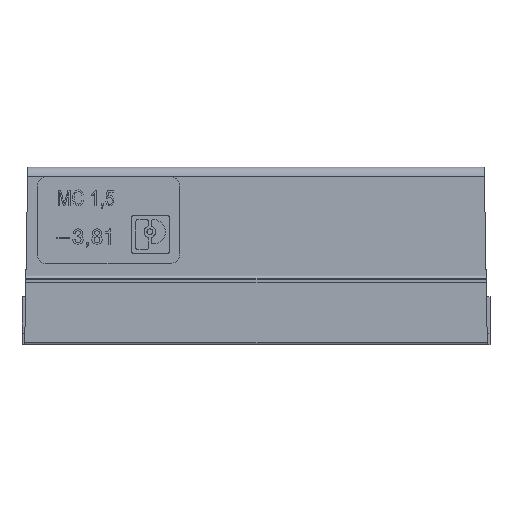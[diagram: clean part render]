
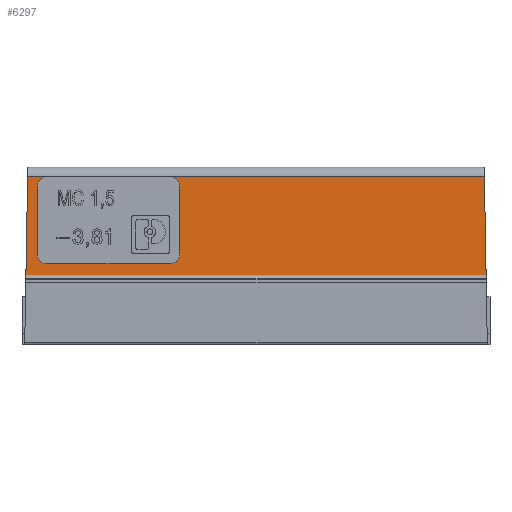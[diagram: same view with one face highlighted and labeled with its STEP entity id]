
A CAD part, top view. The second image highlights one B-rep face of the part: STEP entity #6297.
In plain terms, the highlighted planar face has unit normal (0, 0, 1).
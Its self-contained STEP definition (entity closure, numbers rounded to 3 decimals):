
#6297=ADVANCED_FACE('',(#14032),#14033,.F.);
#7059=VERTEX_POINT('',#15197);
#7061=EDGE_CURVE('',#15199,#7059,#15200,.T.);
#7069=VERTEX_POINT('',#15209);
#7071=EDGE_CURVE('',#15211,#7069,#15212,.T.);
#7079=VERTEX_POINT('',#15221);
#7081=EDGE_CURVE('',#15223,#7079,#15224,.T.);
#7089=VERTEX_POINT('',#15233);
#7091=EDGE_CURVE('',#15235,#7089,#15236,.T.);
#7241=VERTEX_POINT('',#15417);
#7245=VERTEX_POINT('',#15421);
#7247=EDGE_CURVE('',#7241,#7245,#15423,.T.);
#7309=VERTEX_POINT('',#15490);
#7311=EDGE_CURVE('',#7309,#15492,#15493,.T.);
#7363=VERTEX_POINT('',#15547);
#7365=EDGE_CURVE('',#7363,#15235,#15549,.T.);
#7367=EDGE_CURVE('',#7363,#7059,#15551,.T.);
#7369=VERTEX_POINT('',#15553);
#7371=EDGE_CURVE('',#7369,#15199,#15555,.T.);
#7373=EDGE_CURVE('',#7369,#7069,#15557,.T.);
#7375=VERTEX_POINT('',#15559);
#7377=EDGE_CURVE('',#7375,#15211,#15561,.T.);
#7379=EDGE_CURVE('',#7375,#7079,#15563,.T.);
#7381=EDGE_CURVE('',#7245,#15223,#15565,.T.);
#7383=EDGE_CURVE('',#7309,#7241,#15567,.T.);
#14032=FACE_OUTER_BOUND('',#24068,.T.);
#14033=PLANE('',#24069);
#15197=CARTESIAN_POINT('',(8.043,4.7,7.));
#15199=VERTEX_POINT('',#25645);
#15200=CIRCLE('',#25646,0.5);
#15209=CARTESIAN_POINT('',(1.143,4.2,7.));
#15211=VERTEX_POINT('',#25661);
#15212=CIRCLE('',#25662,0.5);
#15221=CARTESIAN_POINT('',(0.643,8.2,7.));
#15223=VERTEX_POINT('',#25677);
#15224=CIRCLE('',#25678,0.5);
#15233=CARTESIAN_POINT('',(7.543,8.7,7.));
#15235=VERTEX_POINT('',#25693);
#15236=CIRCLE('',#25694,0.5);
#15417=CARTESIAN_POINT('',(0.151,8.7,7.));
#15421=CARTESIAN_POINT('',(1.143,8.7,7.));
#15423=LINE('',#26113,#26114);
#15490=CARTESIAN_POINT('',(0.062,3.6,7.0));
#15492=VERTEX_POINT('',#26221);
#15493=LINE('',#26222,#26223);
#15547=CARTESIAN_POINT('',(8.043,8.2,7.));
#15549=CIRCLE('',#26324,0.5);
#15551=LINE('',#26327,#26328);
#15553=CARTESIAN_POINT('',(7.543,4.2,7.));
#15555=CIRCLE('',#26333,0.5);
#15557=LINE('',#26336,#26337);
#15559=CARTESIAN_POINT('',(0.643,4.7,7.));
#15561=CIRCLE('',#26342,0.5);
#15563=LINE('',#26345,#26346);
#15565=CIRCLE('',#26349,0.5);
#15567=LINE('',#26352,#26353);
#24068=EDGE_LOOP('',(#37617,#37618,#37619,#37620,#37621,#37622,#37623,#37624,#37625,#37626,#37627,#37628,#37629,#37630,#37631,#37632));
#24069=AXIS2_PLACEMENT_3D('',#37633,#37634,#37635);
#25645=CARTESIAN_POINT('',(7.546,4.2,7.));
#25646=AXIS2_PLACEMENT_3D('',#41382,#41383,#41384);
#25661=CARTESIAN_POINT('',(0.643,4.697,7.));
#25662=AXIS2_PLACEMENT_3D('',#41389,#41390,#41391);
#25677=CARTESIAN_POINT('',(1.14,8.7,7.));
#25678=AXIS2_PLACEMENT_3D('',#41396,#41397,#41398);
#25693=CARTESIAN_POINT('',(8.043,8.203,7.));
#25694=AXIS2_PLACEMENT_3D('',#41403,#41404,#41405);
#26113=CARTESIAN_POINT('',(0.151,8.7,7.));
#26114=VECTOR('',#41491,1.0);
#26221=CARTESIAN_POINT('',(23.908,3.6,7.));
#26222=CARTESIAN_POINT('',(17.7,3.6,7.));
#26223=VECTOR('',#41518,1.0);
#26324=AXIS2_PLACEMENT_3D('',#41537,#41538,#41539);
#26327=CARTESIAN_POINT('',(8.043,8.2,7.));
#26328=VECTOR('',#41540,1.0);
#26333=AXIS2_PLACEMENT_3D('',#41541,#41542,#41543);
#26336=CARTESIAN_POINT('',(7.543,4.2,7.));
#26337=VECTOR('',#41544,1.0);
#26342=AXIS2_PLACEMENT_3D('',#41545,#41546,#41547);
#26345=CARTESIAN_POINT('',(0.643,4.7,7.));
#26346=VECTOR('',#41548,1.0);
#26349=AXIS2_PLACEMENT_3D('',#41549,#41550,#41551);
#26352=CARTESIAN_POINT('',(0.062,3.6,7.0));
#26353=VECTOR('',#41552,1.0);
#37617=ORIENTED_EDGE('',*,*,#7311,.T.);
#37618=ORIENTED_EDGE('',*,*,#42988,.F.);
#37619=ORIENTED_EDGE('',*,*,#43885,.F.);
#37620=ORIENTED_EDGE('',*,*,#7091,.F.);
#37621=ORIENTED_EDGE('',*,*,#7365,.F.);
#37622=ORIENTED_EDGE('',*,*,#7367,.T.);
#37623=ORIENTED_EDGE('',*,*,#7061,.F.);
#37624=ORIENTED_EDGE('',*,*,#7371,.F.);
#37625=ORIENTED_EDGE('',*,*,#7373,.T.);
#37626=ORIENTED_EDGE('',*,*,#7071,.F.);
#37627=ORIENTED_EDGE('',*,*,#7377,.F.);
#37628=ORIENTED_EDGE('',*,*,#7379,.T.);
#37629=ORIENTED_EDGE('',*,*,#7081,.F.);
#37630=ORIENTED_EDGE('',*,*,#7381,.F.);
#37631=ORIENTED_EDGE('',*,*,#7247,.F.);
#37632=ORIENTED_EDGE('',*,*,#7383,.F.);
#37633=CARTESIAN_POINT('',(0.002,3.472,7.0));
#37634=DIRECTION('',(0.,0.,-1.0));
#37635=DIRECTION('',(-1.0,0.0,0.));
#41382=CARTESIAN_POINT('',(7.543,4.7,7.));
#41383=DIRECTION('',(0.,0.,1.0));
#41384=DIRECTION('',(0.,-1.0,0.));
#41389=CARTESIAN_POINT('',(1.143,4.7,7.));
#41390=DIRECTION('',(0.,0.,1.0));
#41391=DIRECTION('',(-1.0,0.,0.));
#41396=CARTESIAN_POINT('',(1.143,8.2,7.));
#41397=DIRECTION('',(0.,0.,1.0));
#41398=DIRECTION('',(0.0,1.0,0.));
#41403=CARTESIAN_POINT('',(7.543,8.2,7.));
#41404=DIRECTION('',(0.,0.,1.0));
#41405=DIRECTION('',(1.0,0.,0.));
#41491=DIRECTION('',(1.0,0.,0.));
#41518=DIRECTION('',(1.0,0.,0.));
#41537=CARTESIAN_POINT('',(7.543,8.2,7.));
#41538=DIRECTION('',(0.,0.,1.0));
#41539=DIRECTION('',(1.0,0.,0.));
#41540=DIRECTION('',(0.,-1.0,0.));
#41541=CARTESIAN_POINT('',(7.543,4.7,7.));
#41542=DIRECTION('',(0.,0.,1.0));
#41543=DIRECTION('',(0.,-1.0,0.));
#41544=DIRECTION('',(-1.0,0.,0.));
#41545=CARTESIAN_POINT('',(1.143,4.7,7.));
#41546=DIRECTION('',(0.,0.,1.0));
#41547=DIRECTION('',(-1.0,0.,0.));
#41548=DIRECTION('',(0.,1.0,0.));
#41549=CARTESIAN_POINT('',(1.143,8.2,7.));
#41550=DIRECTION('',(0.,0.,1.0));
#41551=DIRECTION('',(0.0,1.0,0.));
#41552=DIRECTION('',(0.017,1.,0.));
#42988=EDGE_CURVE('',#44834,#15492,#44836,.T.);
#43885=EDGE_CURVE('',#7089,#44834,#46118,.T.);
#44834=VERTEX_POINT('',#47259);
#44836=LINE('',#47261,#47262);
#46118=LINE('',#49177,#49178);
#47259=CARTESIAN_POINT('',(23.819,8.7,7.));
#47261=CARTESIAN_POINT('',(23.889,4.729,7.));
#47262=VECTOR('',#49872,1.0);
#49177=CARTESIAN_POINT('',(31.87,8.7,7.));
#49178=VECTOR('',#50626,1.0);
#49872=DIRECTION('',(0.017,-1.,0.));
#50626=DIRECTION('',(1.0,0.,0.));
